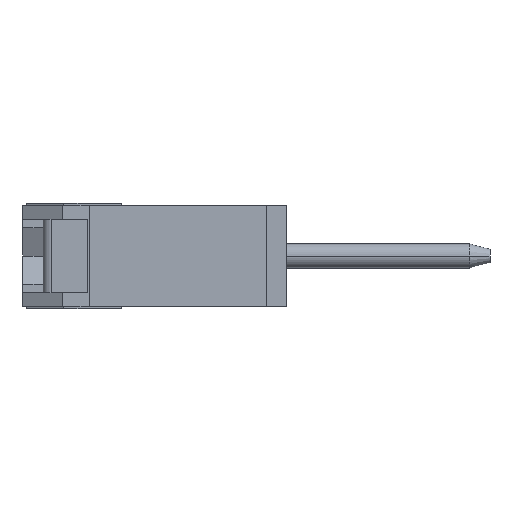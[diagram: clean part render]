
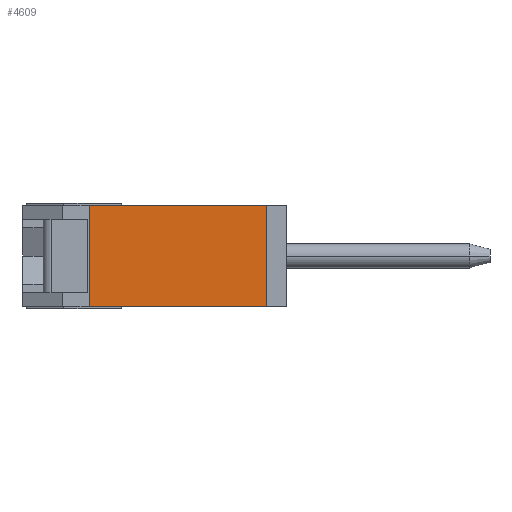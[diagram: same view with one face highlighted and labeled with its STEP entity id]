
A CAD part, left-side view. The second image highlights one B-rep face of the part: STEP entity #4609.
In plain terms, the highlighted planar face has unit normal (-1, 0, 0).
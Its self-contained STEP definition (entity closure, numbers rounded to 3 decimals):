
#53=DIRECTION('',(0.,-1.,0.));
#54=VECTOR('',#53,4.35);
#55=CARTESIAN_POINT('',(-5.,4.45,-1.25));
#56=LINE('',#55,#54);
#323=DIRECTION('',(0.,-1.,0.));
#324=VECTOR('',#323,4.35);
#325=CARTESIAN_POINT('',(-5.,4.45,1.25));
#326=LINE('',#325,#324);
#631=DIRECTION('',(0.,0.,1.));
#632=VECTOR('',#631,2.5);
#633=CARTESIAN_POINT('',(-5.,0.1,-1.25));
#634=LINE('',#633,#632);
#635=DIRECTION('',(0.,0.,1.));
#636=VECTOR('',#635,2.5);
#637=CARTESIAN_POINT('',(-5.,4.45,-1.25));
#638=LINE('',#637,#636);
#3121=CARTESIAN_POINT('',(-5.,4.45,-1.25));
#3122=VERTEX_POINT('',#3121);
#3123=CARTESIAN_POINT('',(-5.,0.1,-1.25));
#3124=VERTEX_POINT('',#3123);
#3161=CARTESIAN_POINT('',(-5.,4.45,1.25));
#3162=VERTEX_POINT('',#3161);
#3163=CARTESIAN_POINT('',(-5.,0.1,1.25));
#3164=VERTEX_POINT('',#3163);
#4597=CARTESIAN_POINT('',(-5.,4.45,-1.25));
#4598=DIRECTION('',(-1.,0.,0.));
#4599=DIRECTION('',(0.,-1.,0.));
#4600=AXIS2_PLACEMENT_3D('',#4597,#4598,#4599);
#4601=PLANE('',#4600);
#4602=ORIENTED_EDGE('',*,*,#4086,.F.);
#4604=ORIENTED_EDGE('',*,*,#4603,.T.);
#4605=ORIENTED_EDGE('',*,*,#4393,.T.);
#4606=ORIENTED_EDGE('',*,*,#4590,.F.);
#4607=EDGE_LOOP('',(#4602,#4604,#4605,#4606));
#4608=FACE_OUTER_BOUND('',#4607,.F.);
#4086=EDGE_CURVE('',#3122,#3124,#56,.T.);
#4393=EDGE_CURVE('',#3162,#3164,#326,.T.);
#4590=EDGE_CURVE('',#3124,#3164,#634,.T.);
#4603=EDGE_CURVE('',#3122,#3162,#638,.T.);
#4609=ADVANCED_FACE('',(#4608),#4601,.T.);
